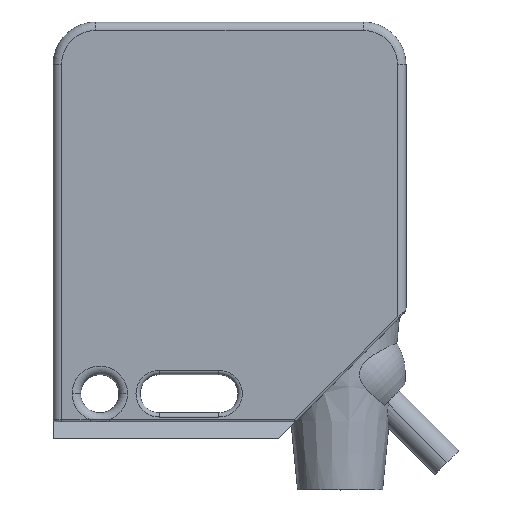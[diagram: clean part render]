
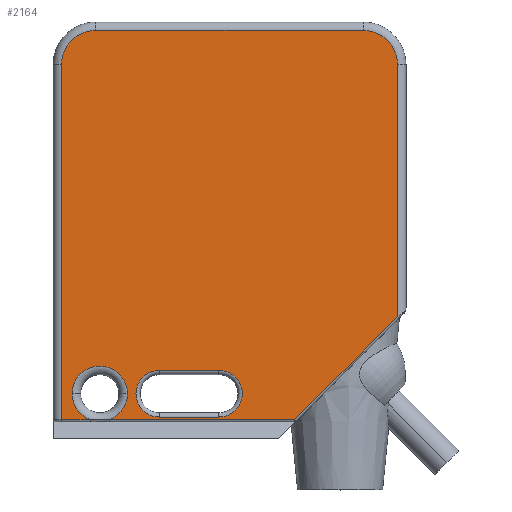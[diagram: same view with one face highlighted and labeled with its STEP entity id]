
A CAD part, top view. The second image highlights one B-rep face of the part: STEP entity #2164.
In plain terms, the highlighted planar face has unit normal (0, 0, 1).
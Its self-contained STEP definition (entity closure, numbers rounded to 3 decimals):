
#56=CARTESIAN_POINT('',(-1.25,-19.2,7.5));
#57=DIRECTION('',(0.,0.,-1.));
#58=DIRECTION('',(0.,1.,0.));
#59=AXIS2_PLACEMENT_3D('',#56,#57,#58);
#65=DIRECTION('',(1.,0.,0.));
#66=VECTOR('',#65,7.);
#67=CARTESIAN_POINT('',(-8.25,-16.45,7.5));
#68=LINE('',#67,#66);
#72=CARTESIAN_POINT('',(-8.25,-19.2,7.5));
#73=DIRECTION('',(0.,0.,-1.));
#74=DIRECTION('',(0.,-1.,0.));
#75=AXIS2_PLACEMENT_3D('',#72,#73,#74);
#80=DIRECTION('',(-1.,0.,0.));
#81=VECTOR('',#80,7.);
#82=CARTESIAN_POINT('',(-1.25,-21.95,7.5));
#83=LINE('',#82,#81);
#87=DIRECTION('',(0.707,0.707,0.));
#88=VECTOR('',#87,17.117);
#89=CARTESIAN_POINT('',(7.646,-22.25,7.5));
#90=LINE('',#89,#88);
#94=DIRECTION('',(1.,0.,0.));
#95=VECTOR('',#94,21.774);
#96=CARTESIAN_POINT('',(-14.128,-22.25,7.5));
#97=LINE('',#96,#95);
#101=CARTESIAN_POINT('',(-15.25,-19.2,7.5));
#102=DIRECTION('',(0.,0.,-1.));
#103=DIRECTION('',(1.,0.,0.));
#104=AXIS2_PLACEMENT_3D('',#101,#102,#103);
#109=CARTESIAN_POINT('',(-15.25,-19.2,7.5));
#110=DIRECTION('',(0.,0.,-1.));
#111=DIRECTION('',(-1.,0.,0.));
#112=AXIS2_PLACEMENT_3D('',#109,#110,#111);
#117=CARTESIAN_POINT('',(-15.25,-19.2,7.5));
#118=DIRECTION('',(0.,0.,-1.));
#119=DIRECTION('',(-0.345,-0.938,0.));
#120=AXIS2_PLACEMENT_3D('',#117,#118,#119);
#125=DIRECTION('',(1.,0.,0.));
#126=VECTOR('',#125,3.378);
#127=CARTESIAN_POINT('',(-19.75,-22.25,7.5));
#128=LINE('',#127,#126);
#132=DIRECTION('',(0.,-1.,0.));
#133=VECTOR('',#132,41.75);
#134=CARTESIAN_POINT('',(-19.75,19.5,7.5));
#135=LINE('',#134,#133);
#139=CARTESIAN_POINT('',(-15.75,19.5,7.5));
#140=DIRECTION('',(0.,0.,1.));
#141=DIRECTION('',(0.,1.,0.));
#142=AXIS2_PLACEMENT_3D('',#139,#140,#141);
#147=DIRECTION('',(-1.,0.,0.));
#148=VECTOR('',#147,31.5);
#149=CARTESIAN_POINT('',(15.75,23.5,7.5));
#150=LINE('',#149,#148);
#154=CARTESIAN_POINT('',(15.75,19.5,7.5));
#155=DIRECTION('',(0.,0.,1.));
#156=DIRECTION('',(1.,0.,0.));
#157=AXIS2_PLACEMENT_3D('',#154,#155,#156);
#162=DIRECTION('',(0.,1.,0.));
#163=VECTOR('',#162,29.646);
#164=CARTESIAN_POINT('',(19.75,-10.146,7.5));
#165=LINE('',#164,#163);
#481=CARTESIAN_POINT('',(-14.128,-22.25,7.5));
#884=CARTESIAN_POINT('',(19.75,-10.146,7.5));
#1897=CARTESIAN_POINT('',(-15.75,23.5,7.5));
#1898=CARTESIAN_POINT('',(-19.75,19.5,7.5));
#1899=VERTEX_POINT('',#1897);
#1900=VERTEX_POINT('',#1898);
#1905=CARTESIAN_POINT('',(15.75,23.5,7.5));
#1906=VERTEX_POINT('',#1905);
#1909=CARTESIAN_POINT('',(19.75,19.5,7.5));
#1910=VERTEX_POINT('',#1909);
#1929=CARTESIAN_POINT('',(-1.25,-16.45,7.5));
#1930=CARTESIAN_POINT('',(-1.25,-21.95,7.5));
#1931=VERTEX_POINT('',#1929);
#1932=VERTEX_POINT('',#1930);
#1937=CARTESIAN_POINT('',(-8.25,-21.95,7.5));
#1938=VERTEX_POINT('',#1937);
#1941=CARTESIAN_POINT('',(-8.25,-16.45,7.5));
#1942=VERTEX_POINT('',#1941);
#1949=CARTESIAN_POINT('',(-18.5,-19.2,7.5));
#1950=CARTESIAN_POINT('',(-12.,-19.2,7.5));
#1951=VERTEX_POINT('',#1949);
#1952=VERTEX_POINT('',#1950);
#1992=VERTEX_POINT('',#884);
#1994=CARTESIAN_POINT('',(7.646,-22.25,7.5));
#1995=VERTEX_POINT('',#1994);
#2004=CARTESIAN_POINT('',(-19.75,-22.25,7.5));
#2005=VERTEX_POINT('',#2004);
#2008=CARTESIAN_POINT('',(-16.372,-22.25,
7.5));
#2009=VERTEX_POINT('',#2008);
#2012=VERTEX_POINT('',#481);
#2125=CARTESIAN_POINT('',(0.,0.,7.5));
#2126=DIRECTION('',(0.,0.,1.));
#2127=DIRECTION('',(1.,0.,0.));
#2128=AXIS2_PLACEMENT_3D('',#2125,#2126,#2127);
#2129=PLANE('',#2128);
#2131=ORIENTED_EDGE('',*,*,#2130,.F.);
#2133=ORIENTED_EDGE('',*,*,#2132,.F.);
#2135=ORIENTED_EDGE('',*,*,#2134,.F.);
#2137=ORIENTED_EDGE('',*,*,#2136,.F.);
#2139=ORIENTED_EDGE('',*,*,#2138,.F.);
#2141=ORIENTED_EDGE('',*,*,#2140,.F.);
#2143=ORIENTED_EDGE('',*,*,#2142,.F.);
#2145=ORIENTED_EDGE('',*,*,#2144,.F.);
#2147=ORIENTED_EDGE('',*,*,#2146,.F.);
#2149=ORIENTED_EDGE('',*,*,#2148,.F.);
#2151=ORIENTED_EDGE('',*,*,#2150,.F.);
#2152=EDGE_LOOP('',(#2131,#2133,#2135,#2137,#2139,#2141,#2143,#2145,#2147,#2149,
#2151));
#2153=FACE_OUTER_BOUND('',#2152,.F.);
#2155=ORIENTED_EDGE('',*,*,#2154,.F.);
#2157=ORIENTED_EDGE('',*,*,#2156,.F.);
#2159=ORIENTED_EDGE('',*,*,#2158,.F.);
#2161=ORIENTED_EDGE('',*,*,#2160,.F.);
#2162=EDGE_LOOP('',(#2155,#2157,#2159,#2161));
#2163=FACE_BOUND('',#2162,.F.);
#2164=ADVANCED_FACE('',(#2153,#2163),#2129,.T.);
#60=CIRCLE('',#59,2.75);
#76=CIRCLE('',#75,2.75);
#105=CIRCLE('',#104,3.25);
#113=CIRCLE('',#112,3.25);
#121=CIRCLE('',#120,3.25);
#143=CIRCLE('',#142,4.);
#158=CIRCLE('',#157,4.);
#2130=EDGE_CURVE('',#1995,#1992,#90,.T.);
#2132=EDGE_CURVE('',#2012,#1995,#97,.T.);
#2134=EDGE_CURVE('',#1952,#2012,#105,.T.);
#2136=EDGE_CURVE('',#1951,#1952,#113,.T.);
#2138=EDGE_CURVE('',#2009,#1951,#121,.T.);
#2140=EDGE_CURVE('',#2005,#2009,#128,.T.);
#2142=EDGE_CURVE('',#1900,#2005,#135,.T.);
#2144=EDGE_CURVE('',#1899,#1900,#143,.T.);
#2146=EDGE_CURVE('',#1906,#1899,#150,.T.);
#2148=EDGE_CURVE('',#1910,#1906,#158,.T.);
#2150=EDGE_CURVE('',#1992,#1910,#165,.T.);
#2154=EDGE_CURVE('',#1931,#1932,#60,.T.);
#2156=EDGE_CURVE('',#1942,#1931,#68,.T.);
#2158=EDGE_CURVE('',#1938,#1942,#76,.T.);
#2160=EDGE_CURVE('',#1932,#1938,#83,.T.);
